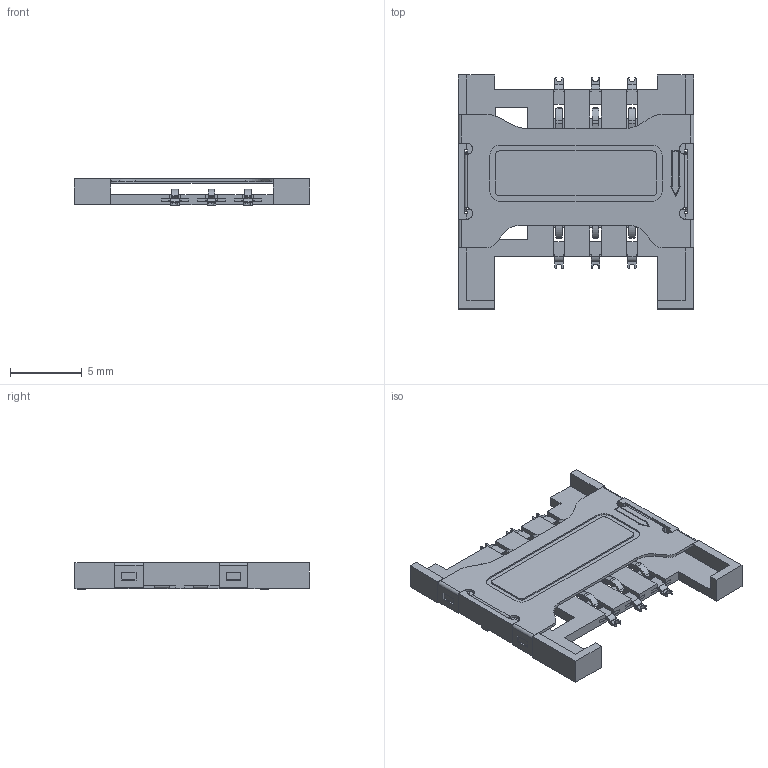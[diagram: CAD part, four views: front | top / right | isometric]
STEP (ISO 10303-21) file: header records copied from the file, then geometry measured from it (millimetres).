
FILE_DESCRIPTION(('STEP AP242'),'1');
FILE_NAME('693010020611.stp','2022-03-03T20:52:56',('TraceParts'),('TraceParts S.A.'),'Spatial InterOp 3D',' ',' ');
FILE_SCHEMA(('AP242_MANAGED_MODEL_BASED_3D_ENGINEERING_MIM_LF {1 0 10303 442 1 1 4}'));
Length unit declared in the file: millimetre
Products named in the file (1): 693010020611_1
Bounding box: 16.4 x 16.3 x 1.85 mm (x, y, z)
Volume: 159.6 mm3; surface area: 1115.9 mm2
Topology: 8 solids, 8 shells, 775 faces, 2230 edges, 1476 vertices
Faces by surface type: plane 543, cylinder 232
Entity records: 27316 total; most frequent: CARTESIAN_POINT 4561, ORIENTED_EDGE 4460, DIRECTION 4236, EDGE_CURVE 2230, LINE 1742, VECTOR 1742, VERTEX_POINT 1476, AXIS2_PLACEMENT_3D 1247
